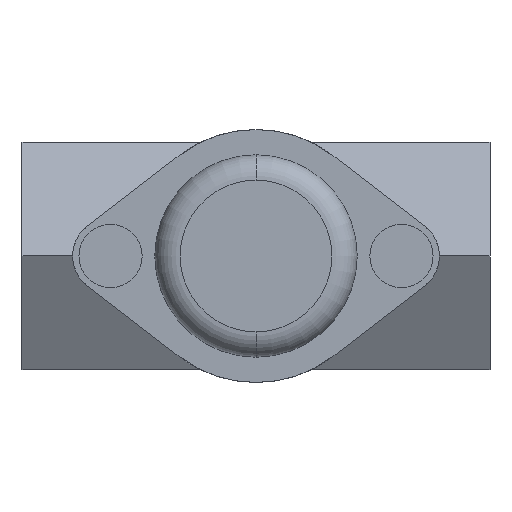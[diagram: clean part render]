
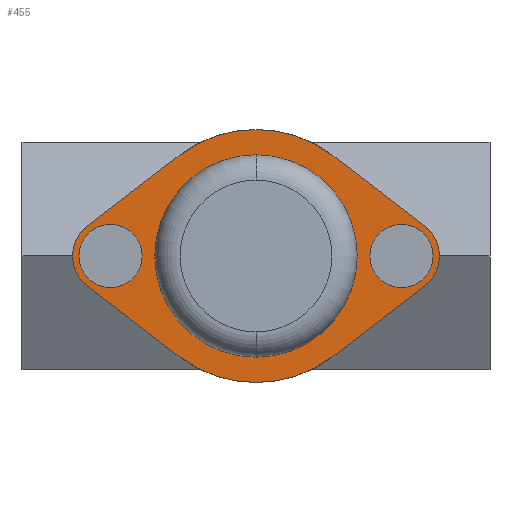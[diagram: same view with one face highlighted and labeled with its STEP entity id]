
A CAD part, front view. The second image highlights one B-rep face of the part: STEP entity #455.
In plain terms, the highlighted planar face has unit normal (0, -1, 0).
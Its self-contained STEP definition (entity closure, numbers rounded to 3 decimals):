
#4 = DIRECTION ( 'NONE',  ( 0., 0., -1. ) ) ;
#7 = CARTESIAN_POINT ( 'NONE',  ( -23., -43., 0. ) ) ;
#18 = DIRECTION ( 'NONE',  ( 0., -1., 0. ) ) ;
#66 = CIRCLE ( 'NONE', #2569, 20. ) ;
#69 = DIRECTION ( 'NONE',  ( 0., -1., 0. ) ) ;
#76 = LINE ( 'NONE', #2251, #1210 ) ;
#104 = CARTESIAN_POINT ( 'NONE',  ( -23., -43., 0. ) ) ;
#108 = CARTESIAN_POINT ( 'NONE',  ( 26.652, -43., 4.76 ) ) ;
#110 = EDGE_CURVE ( 'NONE', #1269, #425, #387, .T. ) ;
#140 = VERTEX_POINT ( 'NONE', #1497 ) ;
#158 = VERTEX_POINT ( 'NONE', #2264 ) ;
#186 = DIRECTION ( 'NONE',  ( 0., 0., -1. ) ) ;
#190 = AXIS2_PLACEMENT_3D ( 'NONE', #2530, #1104, #283 ) ;
#192 = CARTESIAN_POINT ( 'NONE',  ( 26.652, -43., -4.76 ) ) ;
#205 = EDGE_LOOP ( 'NONE', ( #238, #1996 ) ) ;
#212 = LINE ( 'NONE', #1628, #2191 ) ;
#213 = DIRECTION ( 'NONE',  ( 0., 0., -1. ) ) ;
#225 = DIRECTION ( 'NONE',  ( 0.793, 0., 0.609 ) ) ;
#226 = DIRECTION ( 'NONE',  ( 0., -1., 0. ) ) ;
#228 = EDGE_CURVE ( 'NONE', #1397, #1105, #356, .T. ) ;
#232 = CARTESIAN_POINT ( 'NONE',  ( 0., -43., 0. ) ) ;
#238 = ORIENTED_EDGE ( 'NONE', *, *, #585, .F. ) ;
#272 = DIRECTION ( 'NONE',  ( -0.793, 0., 0.609 ) ) ;
#283 = DIRECTION ( 'NONE',  ( 0., 0., -1. ) ) ;
#336 = VERTEX_POINT ( 'NONE', #1822 ) ;
#349 = VERTEX_POINT ( 'NONE', #404 ) ;
#352 = CARTESIAN_POINT ( 'NONE',  ( 0., -43., 20. ) ) ;
#356 = CIRCLE ( 'NONE', #1829, 6. ) ;
#369 = DIRECTION ( 'NONE',  ( 0., 0., -1. ) ) ;
#387 = CIRCLE ( 'NONE', #1877, 20. ) ;
#401 = ORIENTED_EDGE ( 'NONE', *, *, #110, .T. ) ;
#404 = CARTESIAN_POINT ( 'NONE',  ( 12.174, -43., -15.868 ) ) ;
#415 = FACE_BOUND ( 'NONE', #1647, .T. ) ;
#425 = VERTEX_POINT ( 'NONE', #352 ) ;
#429 = VERTEX_POINT ( 'NONE', #1162 ) ;
#435 = DIRECTION ( 'NONE',  ( 0., 0., -1. ) ) ;
#455 = ADVANCED_FACE ( 'NONE', ( #1576, #557, #976, #415 ), #1820, .T. ) ;
#462 = CARTESIAN_POINT ( 'NONE',  ( 0., -43., 16. ) ) ;
#465 = DIRECTION ( 'NONE',  ( 0., -1., 0. ) ) ;
#468 = LINE ( 'NONE', #628, #1077 ) ;
#557 = FACE_OUTER_BOUND ( 'NONE', #1680, .T. ) ;
#585 = EDGE_CURVE ( 'NONE', #140, #1580, #1022, .T. ) ;
#595 = ORIENTED_EDGE ( 'NONE', *, *, #845, .T. ) ;
#596 = CIRCLE ( 'NONE', #980, 5. ) ;
#598 = VERTEX_POINT ( 'NONE', #462 ) ;
#603 = DIRECTION ( 'NONE',  ( 0., 0., -1. ) ) ;
#608 = EDGE_CURVE ( 'NONE', #1426, #598, #1526, .T. ) ;
#623 = EDGE_LOOP ( 'NONE', ( #2084, #1361 ) ) ;
#628 = CARTESIAN_POINT ( 'NONE',  ( 26.652, -43., 4.76 ) ) ;
#652 = CIRCLE ( 'NONE', #2436, 5. ) ;
#656 = CARTESIAN_POINT ( 'NONE',  ( -26.652, -43., -4.76 ) ) ;
#666 = DIRECTION ( 'NONE',  ( 0., -1., 0. ) ) ;
#679 = AXIS2_PLACEMENT_3D ( 'NONE', #2005, #1016, #603 ) ;
#762 = DIRECTION ( 'NONE',  ( 0., -1., 0. ) ) ;
#783 = LINE ( 'NONE', #2607, #2555 ) ;
#816 = DIRECTION ( 'NONE',  ( 0., 0., -1. ) ) ;
#845 = EDGE_CURVE ( 'NONE', #1105, #158, #783, .T. ) ;
#849 = CIRCLE ( 'NONE', #679, 5. ) ;
#889 = AXIS2_PLACEMENT_3D ( 'NONE', #2056, #69, #816 ) ;
#903 = DIRECTION ( 'NONE',  ( 0., -1., 0. ) ) ;
#909 = EDGE_CURVE ( 'NONE', #1580, #140, #652, .T. ) ;
#919 = VERTEX_POINT ( 'NONE', #1376 ) ;
#976 = FACE_BOUND ( 'NONE', #623, .T. ) ;
#980 = AXIS2_PLACEMENT_3D ( 'NONE', #7, #2609, #2494 ) ;
#1016 = DIRECTION ( 'NONE',  ( 0., -1., 0. ) ) ;
#1022 = CIRCLE ( 'NONE', #2294, 5. ) ;
#1077 = VECTOR ( 'NONE', #272, 1000. ) ;
#1104 = DIRECTION ( 'NONE',  ( 0., -1., 0. ) ) ;
#1105 = VERTEX_POINT ( 'NONE', #656 ) ;
#1162 = CARTESIAN_POINT ( 'NONE',  ( -12.174, -43., 15.868 ) ) ;
#1175 = CARTESIAN_POINT ( 'NONE',  ( 23., -43., 0. ) ) ;
#1194 = AXIS2_PLACEMENT_3D ( 'NONE', #1175, #18, #186 ) ;
#1197 = EDGE_CURVE ( 'NONE', #598, #1426, #2174, .T. ) ;
#1210 = VECTOR ( 'NONE', #1857, 1000. ) ;
#1250 = ORIENTED_EDGE ( 'NONE', *, *, #2345, .T. ) ;
#1269 = VERTEX_POINT ( 'NONE', #2112 ) ;
#1361 = ORIENTED_EDGE ( 'NONE', *, *, #608, .F. ) ;
#1368 = CARTESIAN_POINT ( 'NONE',  ( 23., -43., 0. ) ) ;
#1376 = CARTESIAN_POINT ( 'NONE',  ( -23., -43., -5. ) ) ;
#1377 = ORIENTED_EDGE ( 'NONE', *, *, #1665, .F. ) ;
#1381 = ORIENTED_EDGE ( 'NONE', *, *, #2074, .T. ) ;
#1397 = VERTEX_POINT ( 'NONE', #2381 ) ;
#1424 = ORIENTED_EDGE ( 'NONE', *, *, #1552, .F. ) ;
#1426 = VERTEX_POINT ( 'NONE', #2625 ) ;
#1497 = CARTESIAN_POINT ( 'NONE',  ( 23., -43., 5. ) ) ;
#1526 = CIRCLE ( 'NONE', #889, 16. ) ;
#1552 = EDGE_CURVE ( 'NONE', #919, #336, #849, .T. ) ;
#1569 = ORIENTED_EDGE ( 'NONE', *, *, #1600, .T. ) ;
#1576 = FACE_BOUND ( 'NONE', #205, .T. ) ;
#1580 = VERTEX_POINT ( 'NONE', #2198 ) ;
#1586 = AXIS2_PLACEMENT_3D ( 'NONE', #1903, #465, #1675 ) ;
#1599 = DIRECTION ( 'NONE',  ( 0.793, 0., -0.609 ) ) ;
#1600 = EDGE_CURVE ( 'NONE', #2246, #2450, #2125, .T. ) ;
#1628 = CARTESIAN_POINT ( 'NONE',  ( 12.174, -43., -15.868 ) ) ;
#1647 = EDGE_LOOP ( 'NONE', ( #1377, #1424 ) ) ;
#1665 = EDGE_CURVE ( 'NONE', #336, #919, #596, .T. ) ;
#1675 = DIRECTION ( 'NONE',  ( 0., 0., -1. ) ) ;
#1680 = EDGE_LOOP ( 'NONE', ( #1569, #1381, #401, #1250, #2413, #2188, #595, #2363, #2423 ) ) ;
#1820 = PLANE ( 'NONE',  #2023 ) ;
#1822 = CARTESIAN_POINT ( 'NONE',  ( -23., -43., 5. ) ) ;
#1829 = AXIS2_PLACEMENT_3D ( 'NONE', #104, #903, #1969 ) ;
#1857 = DIRECTION ( 'NONE',  ( -0.793, 0., -0.609 ) ) ;
#1877 = AXIS2_PLACEMENT_3D ( 'NONE', #2097, #666, #1882 ) ;
#1882 = DIRECTION ( 'NONE',  ( 0., 0., -1. ) ) ;
#1903 = CARTESIAN_POINT ( 'NONE',  ( 0., -43., 0. ) ) ;
#1969 = DIRECTION ( 'NONE',  ( 0., 0., -1. ) ) ;
#1996 = ORIENTED_EDGE ( 'NONE', *, *, #909, .F. ) ;
#2005 = CARTESIAN_POINT ( 'NONE',  ( -23., -43., 0. ) ) ;
#2023 = AXIS2_PLACEMENT_3D ( 'NONE', #1368, #762, #369 ) ;
#2056 = CARTESIAN_POINT ( 'NONE',  ( 0., -43., 0. ) ) ;
#2074 = EDGE_CURVE ( 'NONE', #2450, #1269, #468, .T. ) ;
#2084 = ORIENTED_EDGE ( 'NONE', *, *, #1197, .F. ) ;
#2097 = CARTESIAN_POINT ( 'NONE',  ( 0., -43., 0. ) ) ;
#2099 = EDGE_CURVE ( 'NONE', #429, #1397, #76, .T. ) ;
#2109 = EDGE_CURVE ( 'NONE', #158, #349, #66, .T. ) ;
#2112 = CARTESIAN_POINT ( 'NONE',  ( 12.174, -43., 15.868 ) ) ;
#2125 = CIRCLE ( 'NONE', #1194, 6. ) ;
#2168 = DIRECTION ( 'NONE',  ( 0., -1., 0. ) ) ;
#2174 = CIRCLE ( 'NONE', #190, 16. ) ;
#2182 = CARTESIAN_POINT ( 'NONE',  ( 23., -43., 0. ) ) ;
#2188 = ORIENTED_EDGE ( 'NONE', *, *, #228, .T. ) ;
#2191 = VECTOR ( 'NONE', #225, 1000. ) ;
#2198 = CARTESIAN_POINT ( 'NONE',  ( 23., -43., -5. ) ) ;
#2246 = VERTEX_POINT ( 'NONE', #192 ) ;
#2251 = CARTESIAN_POINT ( 'NONE',  ( -12.174, -43., 15.868 ) ) ;
#2264 = CARTESIAN_POINT ( 'NONE',  ( -12.174, -43., -15.868 ) ) ;
#2282 = CARTESIAN_POINT ( 'NONE',  ( 23., -43., 0. ) ) ;
#2294 = AXIS2_PLACEMENT_3D ( 'NONE', #2282, #226, #213 ) ;
#2308 = CIRCLE ( 'NONE', #1586, 20. ) ;
#2345 = EDGE_CURVE ( 'NONE', #425, #429, #2308, .T. ) ;
#2363 = ORIENTED_EDGE ( 'NONE', *, *, #2109, .T. ) ;
#2381 = CARTESIAN_POINT ( 'NONE',  ( -26.652, -43., 4.76 ) ) ;
#2413 = ORIENTED_EDGE ( 'NONE', *, *, #2099, .T. ) ;
#2423 = ORIENTED_EDGE ( 'NONE', *, *, #2600, .T. ) ;
#2436 = AXIS2_PLACEMENT_3D ( 'NONE', #2182, #2168, #4 ) ;
#2450 = VERTEX_POINT ( 'NONE', #108 ) ;
#2494 = DIRECTION ( 'NONE',  ( 0., 0., -1. ) ) ;
#2503 = DIRECTION ( 'NONE',  ( 0., -1., 0. ) ) ;
#2530 = CARTESIAN_POINT ( 'NONE',  ( 0., -43., 0. ) ) ;
#2555 = VECTOR ( 'NONE', #1599, 1000. ) ;
#2569 = AXIS2_PLACEMENT_3D ( 'NONE', #232, #2503, #435 ) ;
#2600 = EDGE_CURVE ( 'NONE', #349, #2246, #212, .T. ) ;
#2607 = CARTESIAN_POINT ( 'NONE',  ( -26.652, -43., -4.76 ) ) ;
#2609 = DIRECTION ( 'NONE',  ( 0., -1., 0. ) ) ;
#2625 = CARTESIAN_POINT ( 'NONE',  ( 0., -43., -16. ) ) ;
